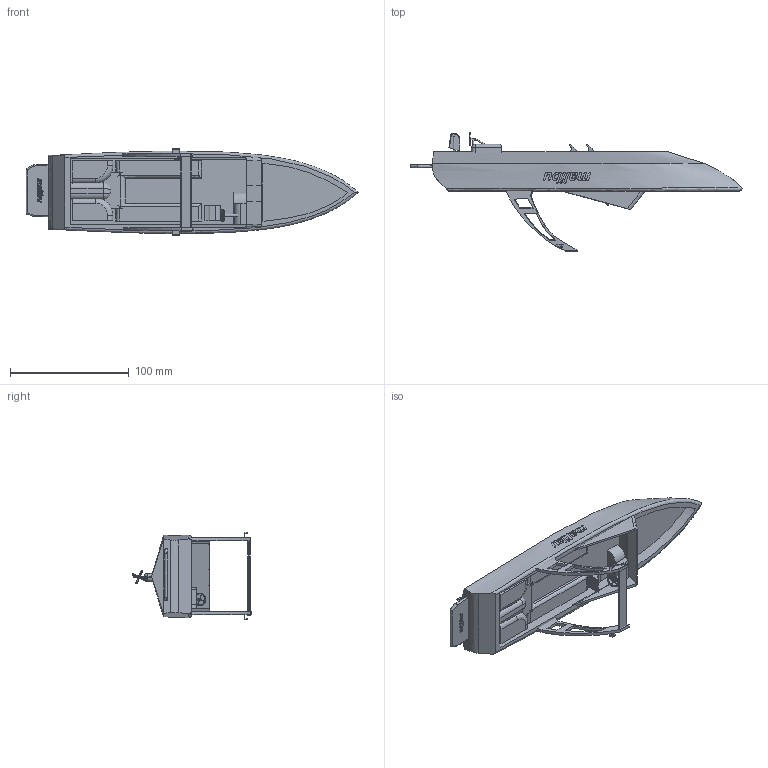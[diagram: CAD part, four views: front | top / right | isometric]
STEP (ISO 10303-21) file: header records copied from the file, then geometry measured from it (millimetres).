
FILE_DESCRIPTION(('FreeCAD Model'),'2;1');
FILE_NAME('Open CASCADE Shape Model','2025-05-05T05:00:33',('FreeCAD'),( 'FreeCAD'),'Open CASCADE STEP processor 7.6','FreeCAD','Unknown');
FILE_SCHEMA(('AUTOMOTIVE_DESIGN { 1 0 10303 214 1 1 1 1 }'));
Products named in the file (1): Open CASCADE STEP translator 7.6 1
Bounding box: 279.23 x 100.06 x 73.64 mm (x, y, z)
Volume: 345549.6 mm3; surface area: 79918.6 mm2
Topology: 62 solids, 62 shells, 942 faces, 2408 edges, 1570 vertices
Faces by surface type: bspline 942
Entity records: 48266 total; most frequent: CARTESIAN_POINT 33390, ORIENTED_EDGE 4776, EDGE_CURVE 2388, B_SPLINE_CURVE_WITH_KNOTS 2260, VERTEX_POINT 1570, FACE_BOUND 964, EDGE_LOOP 964, ADVANCED_FACE 942
